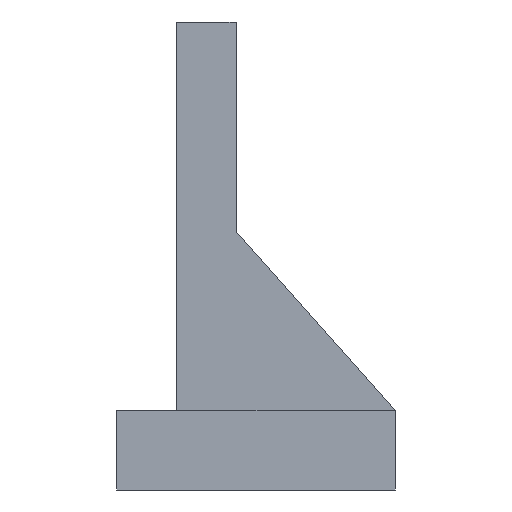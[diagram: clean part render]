
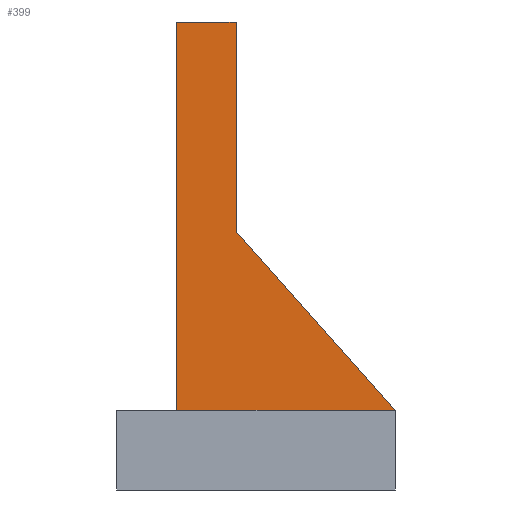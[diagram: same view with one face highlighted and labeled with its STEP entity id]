
A CAD part, left-side view. The second image highlights one B-rep face of the part: STEP entity #399.
In plain terms, the highlighted planar face has unit normal (-1, 0, 0).
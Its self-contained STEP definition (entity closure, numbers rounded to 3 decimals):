
#61=FACE_OUTER_BOUND('',#91,.T.);
#91=EDGE_LOOP('',(#313,#314,#315,#316,#317));
#113=LINE('',#593,#149);
#115=LINE('',#597,#151);
#125=LINE('',#619,#161);
#132=LINE('',#651,#168);
#133=LINE('',#653,#169);
#149=VECTOR('',#473,10.);
#151=VECTOR('',#477,10.);
#161=VECTOR('',#493,10.);
#168=VECTOR('',#530,10.);
#169=VECTOR('',#533,10.);
#185=VERTEX_POINT('',#590);
#186=VERTEX_POINT('',#592);
#187=VERTEX_POINT('',#596);
#196=VERTEX_POINT('',#617);
#206=VERTEX_POINT('',#649);
#219=EDGE_CURVE('',#185,#186,#113,.T.);
#221=EDGE_CURVE('',#186,#187,#115,.T.);
#233=EDGE_CURVE('',#185,#196,#125,.T.);
#248=EDGE_CURVE('',#196,#206,#132,.T.);
#249=EDGE_CURVE('',#187,#206,#133,.T.);
#313=ORIENTED_EDGE('',*,*,#233,.T.);
#314=ORIENTED_EDGE('',*,*,#248,.T.);
#315=ORIENTED_EDGE('',*,*,#249,.F.);
#316=ORIENTED_EDGE('',*,*,#221,.F.);
#317=ORIENTED_EDGE('',*,*,#219,.F.);
#379=PLANE('',#447);
#399=ADVANCED_FACE('',(#61),#379,.T.);
#447=AXIS2_PLACEMENT_3D('',#652,#531,#532);
#473=DIRECTION('',(0.,-0.664,-0.747));
#477=DIRECTION('',(0.,1.,0.));
#493=DIRECTION('',(0.,0.,1.));
#530=DIRECTION('',(0.,1.,0.));
#531=DIRECTION('center_axis',(-1.,0.,0.));
#532=DIRECTION('ref_axis',(0.,0.,1.));
#533=DIRECTION('',(0.,0.,1.));
#590=CARTESIAN_POINT('',(-28.783,1.,13.));
#592=CARTESIAN_POINT('',(-28.783,-7.,4.));
#593=CARTESIAN_POINT('',(-28.783,-3.234,8.236));
#596=CARTESIAN_POINT('',(-28.783,4.,4.));
#597=CARTESIAN_POINT('',(-28.783,0.5,4.));
#617=CARTESIAN_POINT('',(-28.783,1.,23.5));
#619=CARTESIAN_POINT('',(-28.783,1.,4.));
#649=CARTESIAN_POINT('',(-28.783,4.,23.5));
#651=CARTESIAN_POINT('',(-28.783,1.,23.5));
#652=CARTESIAN_POINT('Origin',(-28.783,1.,4.));
#653=CARTESIAN_POINT('',(-28.783,4.,4.));
